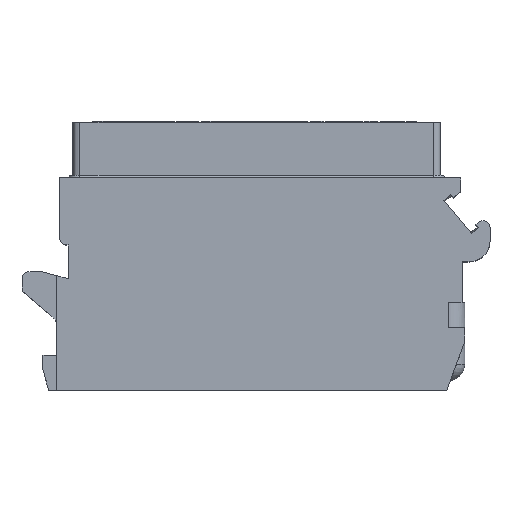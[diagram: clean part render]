
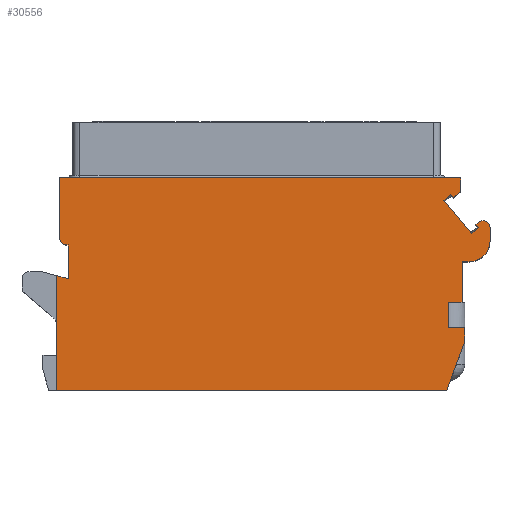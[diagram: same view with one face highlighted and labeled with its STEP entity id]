
A CAD part, top view. The second image highlights one B-rep face of the part: STEP entity #30556.
In plain terms, the highlighted planar face has unit normal (0, 0, 1).
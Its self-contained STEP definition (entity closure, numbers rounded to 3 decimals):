
#98=DIRECTION('',(0.643,-0.766,0.));
#99=VECTOR('',#98,0.3);
#100=CARTESIAN_POINT('',(15.698,11.873,7.));
#101=LINE('',#100,#99);
#102=DIRECTION('',(0.766,0.643,0.));
#103=VECTOR('',#102,0.236);
#104=CARTESIAN_POINT('',(15.698,11.873,7.));
#105=LINE('',#104,#103);
#106=DIRECTION('',(0.,1.,0.));
#107=VECTOR('',#106,0.942);
#108=CARTESIAN_POINT('',(16.7,10.7,7.));
#109=LINE('',#108,#107);
#110=DIRECTION('',(-1.,0.,0.));
#111=VECTOR('',#110,0.5);
#112=CARTESIAN_POINT('',(15.2,9.2,7.));
#113=LINE('',#112,#111);
#114=DIRECTION('',(0.,-1.,0.));
#115=VECTOR('',#114,2.9);
#116=CARTESIAN_POINT('',(14.7,9.2,7.));
#117=LINE('',#116,#115);
#118=DIRECTION('',(-1.,0.,0.));
#119=VECTOR('',#118,1.);
#120=CARTESIAN_POINT('',(14.7,6.3,7.));
#121=LINE('',#120,#119);
#122=DIRECTION('',(0.,-1.,0.));
#123=VECTOR('',#122,1.8);
#124=CARTESIAN_POINT('',(13.7,6.3,7.));
#125=LINE('',#124,#123);
#126=DIRECTION('',(1.,0.,0.));
#127=VECTOR('',#126,1.2);
#128=CARTESIAN_POINT('',(13.7,4.5,7.));
#129=LINE('',#128,#127);
#130=DIRECTION('',(0.,-1.,0.));
#131=VECTOR('',#130,1.);
#132=CARTESIAN_POINT('',(14.9,4.5,7.));
#133=LINE('',#132,#131);
#134=DIRECTION('',(-0.348,-0.937,0.));
#135=VECTOR('',#134,3.734);
#136=CARTESIAN_POINT('',(14.9,3.5,7.));
#137=LINE('',#136,#135);
#138=DIRECTION('',(1.,0.,0.));
#139=VECTOR('',#138,27.9);
#140=CARTESIAN_POINT('',(-14.3,0.,7.));
#141=LINE('',#140,#139);
#142=DIRECTION('',(0.966,-0.259,0.));
#143=VECTOR('',#142,0.828);
#144=CARTESIAN_POINT('',(-14.3,8.205,7.));
#145=LINE('',#144,#143);
#146=DIRECTION('',(0.,1.,0.));
#147=VECTOR('',#146,2.409);
#148=CARTESIAN_POINT('',(-13.5,7.991,7.));
#149=LINE('',#148,#147);
#150=DIRECTION('',(-1.,0.,0.));
#151=VECTOR('',#150,0.1);
#152=CARTESIAN_POINT('',(-13.5,10.4,7.));
#153=LINE('',#152,#151);
#154=CARTESIAN_POINT('',(-13.6,10.9,7.));
#155=DIRECTION('',(0.,0.,1.));
#156=DIRECTION('',(-1.,0.,0.));
#157=AXIS2_PLACEMENT_3D('',#154,#155,#156);
#159=DIRECTION('',(0.,-1.,0.));
#160=VECTOR('',#159,4.3);
#161=CARTESIAN_POINT('',(-14.1,15.2,7.));
#162=LINE('',#161,#160);
#163=DIRECTION('',(-1.,0.,0.));
#164=VECTOR('',#163,28.7);
#165=CARTESIAN_POINT('',(14.6,15.2,7.));
#166=LINE('',#165,#164);
#167=DIRECTION('',(0.,-1.,0.));
#168=VECTOR('',#167,0.985);
#169=CARTESIAN_POINT('',(14.6,15.2,7.));
#170=LINE('',#169,#168);
#171=DIRECTION('',(-0.766,-0.643,0.));
#172=VECTOR('',#171,0.665);
#173=CARTESIAN_POINT('',(14.6,14.215,7.));
#174=LINE('',#173,#172);
#175=DIRECTION('',(0.643,-0.766,0.));
#176=VECTOR('',#175,0.3);
#177=CARTESIAN_POINT('',(13.898,14.018,7.));
#178=LINE('',#177,#176);
#179=DIRECTION('',(0.643,-0.766,0.));
#180=VECTOR('',#179,3.1);
#181=CARTESIAN_POINT('',(13.4,13.6,7.));
#182=LINE('',#181,#180);
#195=CARTESIAN_POINT('',(16.2,11.642,7.));
#196=DIRECTION('',(0.,0.,1.));
#197=DIRECTION('',(1.,0.,0.));
#198=AXIS2_PLACEMENT_3D('',#195,#196,#197);
#222=CARTESIAN_POINT('',(15.2,10.7,7.));
#223=DIRECTION('',(0.,0.,-1.));
#224=DIRECTION('',(1.,0.,0.));
#225=AXIS2_PLACEMENT_3D('',#222,#223,#224);
#448=DIRECTION('',(0.,-1.,0.));
#449=VECTOR('',#448,8.205);
#450=CARTESIAN_POINT('',(-14.3,8.205,7.));
#451=LINE('',#450,#449);
#664=DIRECTION('',(0.766,0.643,0.));
#665=VECTOR('',#664,0.65);
#666=CARTESIAN_POINT('',(13.4,13.6,7.));
#667=LINE('',#666,#665);
#696=DIRECTION('',(-0.766,-0.643,0.));
#697=VECTOR('',#696,0.65);
#698=CARTESIAN_POINT('',(15.891,11.643,7.));
#699=LINE('',#698,#697);
#23620=CARTESIAN_POINT('',(-13.5,7.991,7.));
#23621=CARTESIAN_POINT('',(-13.5,10.4,7.));
#23622=VERTEX_POINT('',#23620);
#23623=VERTEX_POINT('',#23621);
#23624=CARTESIAN_POINT('',(-14.1,10.9,7.));
#23625=CARTESIAN_POINT('',(-13.6,10.4,7.));
#23626=VERTEX_POINT('',#23624);
#23627=VERTEX_POINT('',#23625);
#23628=CARTESIAN_POINT('',(-14.1,15.2,7.));
#23629=VERTEX_POINT('',#23628);
#23630=CARTESIAN_POINT('',(-14.3,8.205,7.));
#23632=VERTEX_POINT('',#23630);
#23642=CARTESIAN_POINT('',(-14.3,0.,7.));
#23643=VERTEX_POINT('',#23642);
#23686=CARTESIAN_POINT('',(14.7,9.2,7.));
#23688=VERTEX_POINT('',#23686);
#23702=CARTESIAN_POINT('',(14.7,6.3,7.));
#23703=CARTESIAN_POINT('',(13.7,6.3,7.));
#23704=VERTEX_POINT('',#23702);
#23705=VERTEX_POINT('',#23703);
#23706=CARTESIAN_POINT('',(13.7,4.5,7.));
#23707=VERTEX_POINT('',#23706);
#23708=CARTESIAN_POINT('',(14.9,4.5,7.));
#23709=VERTEX_POINT('',#23708);
#23710=CARTESIAN_POINT('',(14.9,3.5,7.));
#23711=VERTEX_POINT('',#23710);
#23712=CARTESIAN_POINT('',(13.6,0.,7.));
#23713=VERTEX_POINT('',#23712);
#23715=CARTESIAN_POINT('',(16.7,10.7,7.));
#23717=VERTEX_POINT('',#23715);
#23719=CARTESIAN_POINT('',(15.2,9.2,7.));
#23721=VERTEX_POINT('',#23719);
#23743=CARTESIAN_POINT('',(14.6,15.2,7.));
#23744=CARTESIAN_POINT('',(14.6,14.215,7.));
#23745=VERTEX_POINT('',#23743);
#23746=VERTEX_POINT('',#23744);
#23748=CARTESIAN_POINT('',(16.7,11.642,7.));
#23750=VERTEX_POINT('',#23748);
#23752=CARTESIAN_POINT('',(15.879,12.025,7.));
#23754=VERTEX_POINT('',#23752);
#26108=CARTESIAN_POINT('',(13.4,13.6,7.));
#26109=VERTEX_POINT('',#26108);
#26110=CARTESIAN_POINT('',(15.393,11.225,7.));
#26112=VERTEX_POINT('',#26110);
#26120=CARTESIAN_POINT('',(14.091,13.788,7.));
#26121=VERTEX_POINT('',#26120);
#26123=CARTESIAN_POINT('',(13.898,14.018,7.));
#26125=VERTEX_POINT('',#26123);
#26130=CARTESIAN_POINT('',(15.698,11.873,7.));
#26131=VERTEX_POINT('',#26130);
#26132=CARTESIAN_POINT('',(15.891,11.643,7.));
#26134=VERTEX_POINT('',#26132);
#30498=CARTESIAN_POINT('',(0.,0.,7.));
#30499=DIRECTION('',(0.,0.,1.));
#30500=DIRECTION('',(1.,0.,0.));
#30501=AXIS2_PLACEMENT_3D('',#30498,#30499,#30500);
#30502=PLANE('',#30501);
#30503=ORIENTED_EDGE('',*,*,#30488,.F.);
#30505=ORIENTED_EDGE('',*,*,#30504,.T.);
#30507=ORIENTED_EDGE('',*,*,#30506,.F.);
#30509=ORIENTED_EDGE('',*,*,#30508,.F.);
#30511=ORIENTED_EDGE('',*,*,#30510,.T.);
#30513=ORIENTED_EDGE('',*,*,#30512,.T.);
#30515=ORIENTED_EDGE('',*,*,#30514,.T.);
#30517=ORIENTED_EDGE('',*,*,#30516,.T.);
#30519=ORIENTED_EDGE('',*,*,#30518,.T.);
#30521=ORIENTED_EDGE('',*,*,#30520,.T.);
#30523=ORIENTED_EDGE('',*,*,#30522,.T.);
#30525=ORIENTED_EDGE('',*,*,#30524,.T.);
#30527=ORIENTED_EDGE('',*,*,#30526,.F.);
#30529=ORIENTED_EDGE('',*,*,#30528,.F.);
#30531=ORIENTED_EDGE('',*,*,#30530,.T.);
#30533=ORIENTED_EDGE('',*,*,#30532,.T.);
#30535=ORIENTED_EDGE('',*,*,#30534,.T.);
#30537=ORIENTED_EDGE('',*,*,#30536,.F.);
#30539=ORIENTED_EDGE('',*,*,#30538,.F.);
#30541=ORIENTED_EDGE('',*,*,#30540,.F.);
#30543=ORIENTED_EDGE('',*,*,#30542,.T.);
#30545=ORIENTED_EDGE('',*,*,#30544,.T.);
#30547=ORIENTED_EDGE('',*,*,#30546,.F.);
#30549=ORIENTED_EDGE('',*,*,#30548,.F.);
#30551=ORIENTED_EDGE('',*,*,#30550,.T.);
#30553=ORIENTED_EDGE('',*,*,#30552,.F.);
#30554=EDGE_LOOP('',(#30503,#30505,#30507,#30509,#30511,#30513,#30515,#30517,
#30519,#30521,#30523,#30525,#30527,#30529,#30531,#30533,#30535,#30537,#30539,
#30541,#30543,#30545,#30547,#30549,#30551,#30553));
#30555=FACE_OUTER_BOUND('',#30554,.F.);
#30556=ADVANCED_FACE('',(#30555),#30502,.T.);
#158=CIRCLE('',#157,0.5);
#199=CIRCLE('',#198,0.5);
#226=CIRCLE('',#225,1.5);
#30488=EDGE_CURVE('',#26131,#26134,#101,.T.);
#30504=EDGE_CURVE('',#26131,#23754,#105,.T.);
#30506=EDGE_CURVE('',#23750,#23754,#199,.T.);
#30508=EDGE_CURVE('',#23717,#23750,#109,.T.);
#30510=EDGE_CURVE('',#23717,#23721,#226,.T.);
#30512=EDGE_CURVE('',#23721,#23688,#113,.T.);
#30514=EDGE_CURVE('',#23688,#23704,#117,.T.);
#30516=EDGE_CURVE('',#23704,#23705,#121,.T.);
#30518=EDGE_CURVE('',#23705,#23707,#125,.T.);
#30520=EDGE_CURVE('',#23707,#23709,#129,.T.);
#30522=EDGE_CURVE('',#23709,#23711,#133,.T.);
#30524=EDGE_CURVE('',#23711,#23713,#137,.T.);
#30526=EDGE_CURVE('',#23643,#23713,#141,.T.);
#30528=EDGE_CURVE('',#23632,#23643,#451,.T.);
#30530=EDGE_CURVE('',#23632,#23622,#145,.T.);
#30532=EDGE_CURVE('',#23622,#23623,#149,.T.);
#30534=EDGE_CURVE('',#23623,#23627,#153,.T.);
#30536=EDGE_CURVE('',#23626,#23627,#158,.T.);
#30538=EDGE_CURVE('',#23629,#23626,#162,.T.);
#30540=EDGE_CURVE('',#23745,#23629,#166,.T.);
#30542=EDGE_CURVE('',#23745,#23746,#170,.T.);
#30544=EDGE_CURVE('',#23746,#26121,#174,.T.);
#30546=EDGE_CURVE('',#26125,#26121,#178,.T.);
#30548=EDGE_CURVE('',#26109,#26125,#667,.T.);
#30550=EDGE_CURVE('',#26109,#26112,#182,.T.);
#30552=EDGE_CURVE('',#26134,#26112,#699,.T.);
